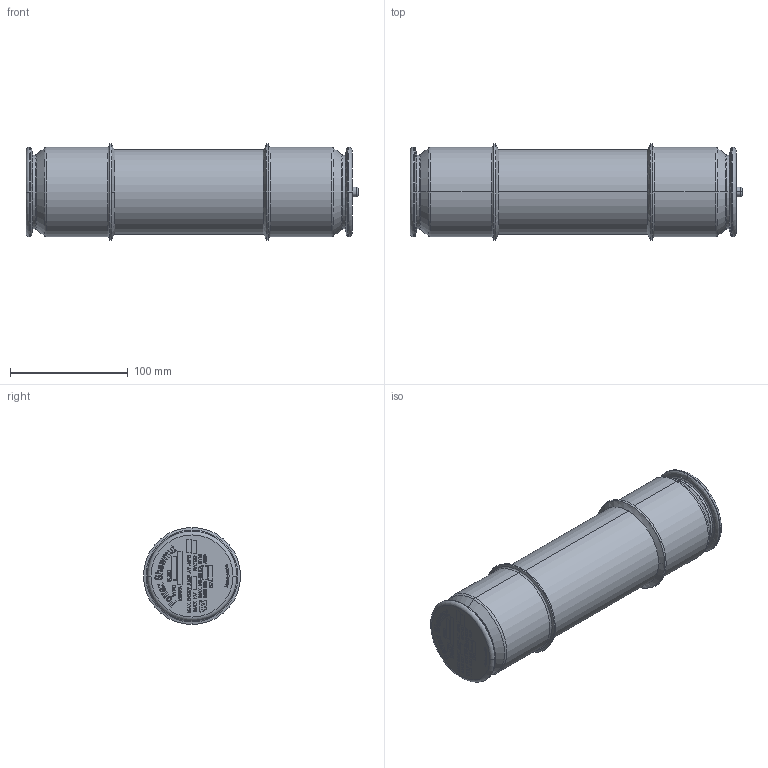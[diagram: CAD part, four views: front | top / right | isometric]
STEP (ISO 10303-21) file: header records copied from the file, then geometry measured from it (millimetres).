
FILE_DESCRIPTION (( 'STEP AP214' ), '1' );
FILE_NAME ('702081.STEP', '2024-04-11T15:53:32', ( '' ), ( '' ), 'SwSTEP 2.0', 'SolidWorks 2021', '' );
FILE_SCHEMA (( 'AUTOMOTIVE_DESIGN' ));
Length unit declared in the file: inch
Products named in the file (12): Part2^2B601036FG01; 2A623006_P01; 919102233^2A621004G29; 60005622005^2A621004G29; 2A621004G29_BLOWN STATE; 2A600022_CRIMPED; 2A623017_CRIMPED; 702081; 274B777P08_P08; 2B601036FG01_G01; 2A606002_P13; Part3^2B601038FG01
Assembly tree (14 placements, depth 3):
  702081
    2B601036FG01_G01
      274B777P08_P08  x2
      2A606002_P13
      Part2^2B601036FG01  x2
    2A621004G29_BLOWN STATE
      60005622005^2A621004G29
      2A623006_P01
      2A623017_CRIMPED
      919102233^2A621004G29
    Part3^2B601038FG01  x2
    2A600022_CRIMPED
Bounding box: 282.5 x 82.55 x 82.55 mm (x, y, z)
Volume: 194014.7 mm3; surface area: 267940 mm2
Topology: 11 solids, 12 shells, 1518 faces, 3993 edges, 2632 vertices
Faces by surface type: plane 954, bspline 405, torus 64, cylinder 63, cone 32
Entity records: 81619 total; most frequent: CARTESIAN_POINT 30131, ORIENTED_EDGE 7690, DIRECTION 5455, EDGE_CURVE 3847, LINE 2835, VECTOR 2835, VERTEX_POINT 2548, EDGE_LOOP 1603
